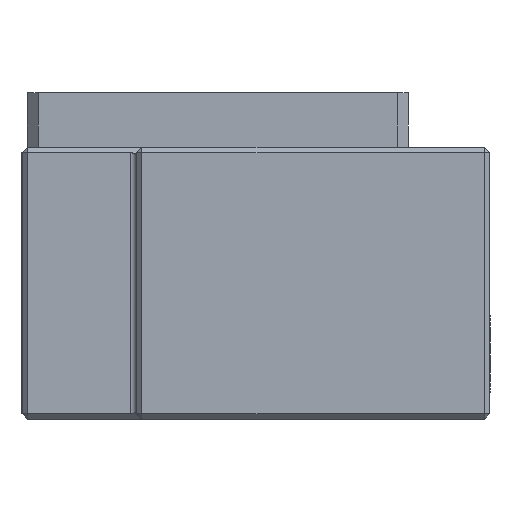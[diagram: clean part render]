
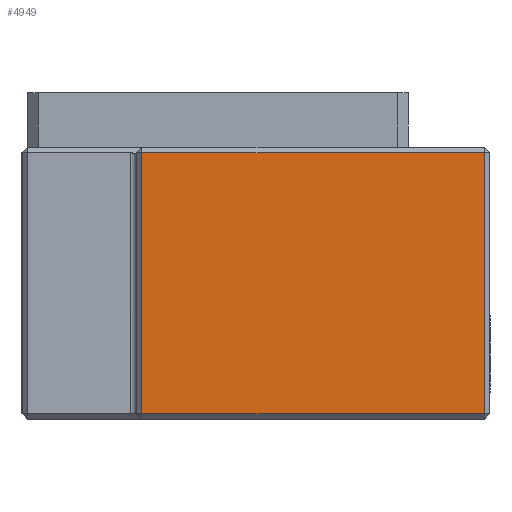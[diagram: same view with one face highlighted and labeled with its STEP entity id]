
A CAD part, left-side view. The second image highlights one B-rep face of the part: STEP entity #4949.
In plain terms, the highlighted planar face has unit normal (-1, 0, 0).
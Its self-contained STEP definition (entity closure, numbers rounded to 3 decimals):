
#209 = CARTESIAN_POINT ( 'NONE',  ( -30., -21., 12. ) ) ;
#467 = AXIS2_PLACEMENT_3D ( 'NONE', #3442, #4720, #6953 ) ;
#806 = LINE ( 'NONE', #7651, #7913 ) ;
#882 = CARTESIAN_POINT ( 'NONE',  ( -30., 10.5, -12. ) ) ;
#1432 = VERTEX_POINT ( 'NONE', #882 ) ;
#1599 = EDGE_CURVE ( 'NONE', #7552, #7163, #3269, .T. ) ;
#1896 = ORIENTED_EDGE ( 'NONE', *, *, #3265, .F. ) ;
#1983 = LINE ( 'NONE', #5410, #7879 ) ;
#2292 = CARTESIAN_POINT ( 'NONE',  ( -30., 10.5, 12. ) ) ;
#2494 = EDGE_LOOP ( 'NONE', ( #1896, #5131, #5557, #6144 ) ) ;
#2958 = VERTEX_POINT ( 'NONE', #5483 ) ;
#3097 = DIRECTION ( 'NONE',  ( 0., -1., 0. ) ) ;
#3265 = EDGE_CURVE ( 'NONE', #2958, #1432, #806, .T. ) ;
#3269 = LINE ( 'NONE', #4559, #7051 ) ;
#3402 = PLANE ( 'NONE',  #467 ) ;
#3442 = CARTESIAN_POINT ( 'NONE',  ( -30., -21.5, 12.5 ) ) ;
#3580 = FACE_OUTER_BOUND ( 'NONE', #2494, .T. ) ;
#4559 = CARTESIAN_POINT ( 'NONE',  ( -30., -21.5, 12. ) ) ;
#4720 = DIRECTION ( 'NONE',  ( 1., 0., 0. ) ) ;
#4949 = ADVANCED_FACE ( 'NONE', ( #3580 ), #3402, .F. ) ;
#5131 = ORIENTED_EDGE ( 'NONE', *, *, #6360, .F. ) ;
#5410 = CARTESIAN_POINT ( 'NONE',  ( -30., 10.5, 12.5 ) ) ;
#5428 = DIRECTION ( 'NONE',  ( 0., 1., 0. ) ) ;
#5483 = CARTESIAN_POINT ( 'NONE',  ( -30., -21., -12. ) ) ;
#5557 = ORIENTED_EDGE ( 'NONE', *, *, #1599, .F. ) ;
#5976 = VECTOR ( 'NONE', #8254, 1000. ) ;
#6144 = ORIENTED_EDGE ( 'NONE', *, *, #7339, .F. ) ;
#6360 = EDGE_CURVE ( 'NONE', #7163, #2958, #8114, .T. ) ;
#6953 = DIRECTION ( 'NONE',  ( 0., 0., -1. ) ) ;
#7051 = VECTOR ( 'NONE', #3097, 1000. ) ;
#7163 = VERTEX_POINT ( 'NONE', #209 ) ;
#7339 = EDGE_CURVE ( 'NONE', #1432, #7552, #1983, .T. ) ;
#7410 = DIRECTION ( 'NONE',  ( 0., 0., 1. ) ) ;
#7456 = CARTESIAN_POINT ( 'NONE',  ( -30., -21., 12.5 ) ) ;
#7552 = VERTEX_POINT ( 'NONE', #2292 ) ;
#7651 = CARTESIAN_POINT ( 'NONE',  ( -30., -21.5, -12. ) ) ;
#7879 = VECTOR ( 'NONE', #7410, 1000. ) ;
#7913 = VECTOR ( 'NONE', #5428, 1000. ) ;
#8114 = LINE ( 'NONE', #7456, #5976 ) ;
#8254 = DIRECTION ( 'NONE',  ( 0., 0., -1. ) ) ;
